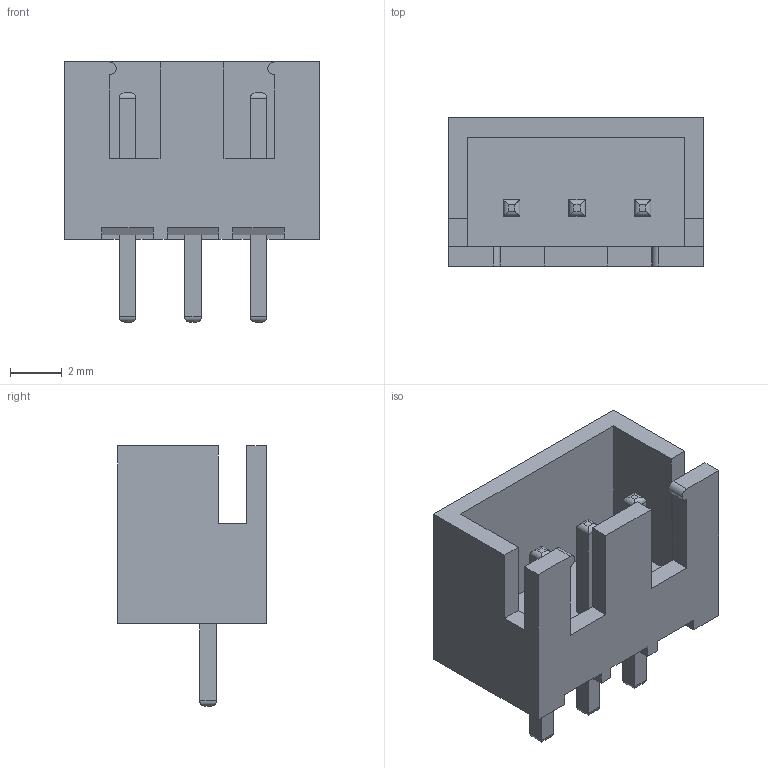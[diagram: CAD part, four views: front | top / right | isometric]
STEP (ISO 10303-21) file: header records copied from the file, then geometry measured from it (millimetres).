
FILE_DESCRIPTION (( 'STEP AP214' ), '1' );
FILE_NAME ('JST 2_54 3x.STEP', '2023-05-13T16:14:21', ( '' ), ( '' ), 'SwSTEP 2.0', 'SolidWorks 2021', '' );
FILE_SCHEMA (( 'AUTOMOTIVE_DESIGN' ));
Length unit declared in the file: millimetre
Products named in the file (1): JST 2_54 3x
Bounding box: 9.88 x 5.75 x 10.08 mm (x, y, z)
Volume: 184.3 mm3; surface area: 504.3 mm2
Topology: 1 solids, 1 shells, 116 faces, 309 edges, 198 vertices
Faces by surface type: plane 90, cylinder 26
Entity records: 4397 total; most frequent: CARTESIAN_POINT 696, ORIENTED_EDGE 618, DIRECTION 523, EDGE_CURVE 309, LINE 281, VECTOR 281, VERTEX_POINT 198, AXIS2_PLACEMENT_3D 121
